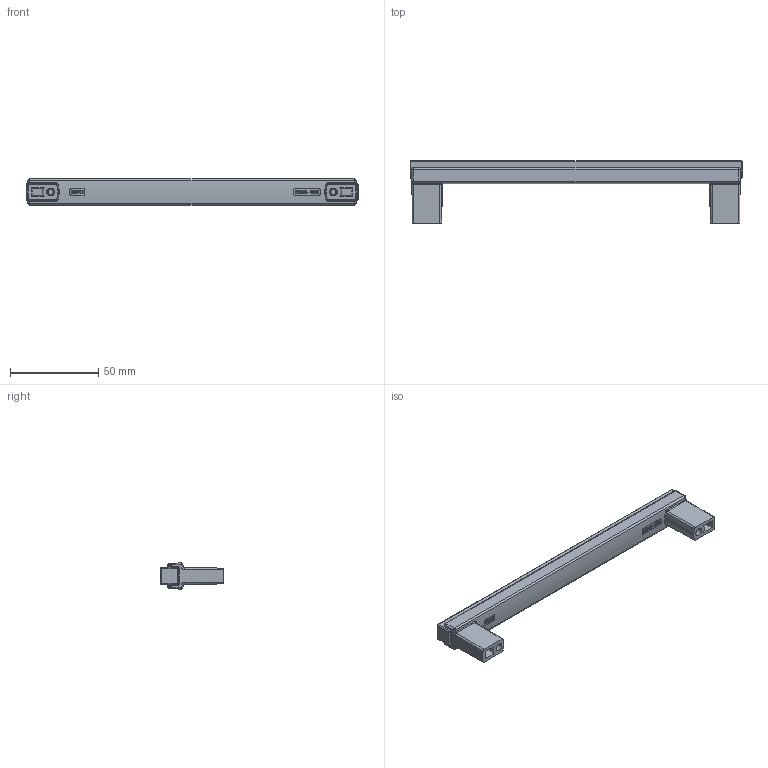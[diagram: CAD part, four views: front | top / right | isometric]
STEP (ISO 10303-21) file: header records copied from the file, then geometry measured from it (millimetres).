
FILE_DESCRIPTION(('Creo Elements/Direct Modeling STEP Export'),'2;1');
FILE_NAME('2659-188.stp','2025-03-06T13:10:04',(''),(''),'Creo Elements/Direct Modeling STEP processor for AP214 (Solid Model)','Creo Elements/Direct Modeling 20.0 12-Nov-2016 (C) Parametric Technology GmbH','');
FILE_SCHEMA(('AUTOMOTIVE_DESIGN { 1 0 10303 214 1 1 1 1 }'));
Length unit declared in the file: millimetre
Products named in the file (5): ZN-12390; Griffstange; Muffe; HO-12391; DIV-12384
Assembly tree (5 placements, depth 3):
  DIV-12384
    HO-12391
      Muffe  x2
      Griffstange
    ZN-12390
Bounding box: 188 x 35.5 x 14.8 mm (x, y, z)
Volume: 35700.5 mm3; surface area: 22925 mm2
Topology: 4 solids, 4 shells, 929 faces, 2624 edges, 1714 vertices
Faces by surface type: plane 665, cylinder 160, bspline 86, sphere 12, cone 6
Entity records: 42312 total; most frequent: CARTESIAN_POINT 20143, ORIENTED_EDGE 4794, DIRECTION 4699, EDGE_CURVE 2397, AXIS2_PLACEMENT_3D 1903, VERTEX_POINT 1571, ELLIPSE 998, VECTOR 893
